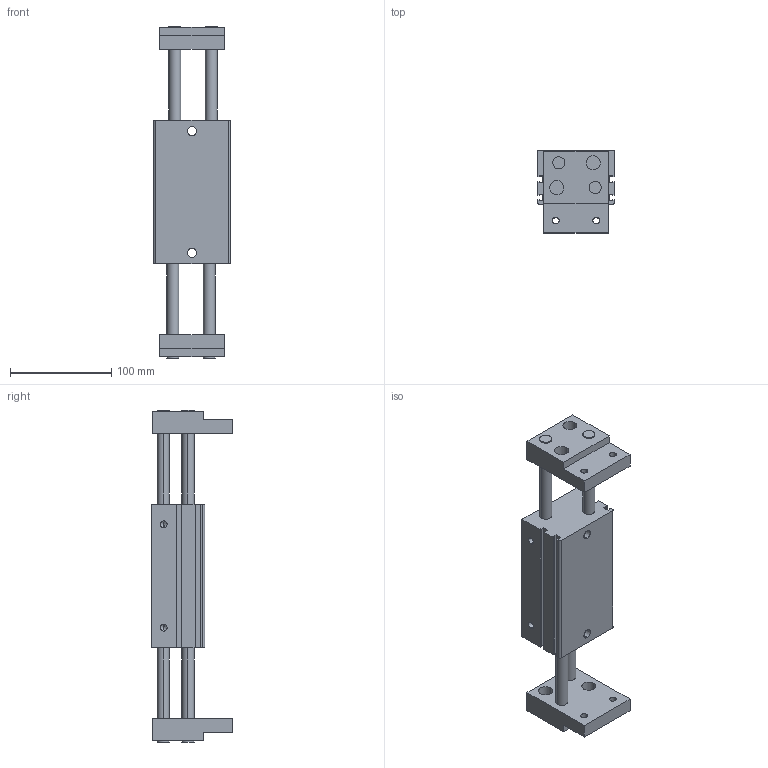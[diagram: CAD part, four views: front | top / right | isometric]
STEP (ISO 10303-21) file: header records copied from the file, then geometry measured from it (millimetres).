
FILE_DESCRIPTION (( 'STEP AP203' ), '1' );
FILE_NAME ('CX25-103.STEP', '2010-03-30T05:10:00', ( '123' ), ( '' ), 'SwSTEP 2.0', 'SolidWorks 2009', '' );
FILE_SCHEMA (( 'CONFIG_CONTROL_DESIGN' ));
Length unit declared in the file: millimetre
Products named in the file (1): CX25-103
Bounding box: 76 x 81 x 328 mm (x, y, z)
Volume: 755797.9 mm3; surface area: 101875.4 mm2
Topology: 1 solids, 1 shells, 141 faces, 368 edges, 232 vertices
Faces by surface type: plane 64, cylinder 61, cone 16
Entity records: 4349 total; most frequent: DIRECTION 758, CARTESIAN_POINT 726, ORIENTED_EDGE 704, EDGE_CURVE 352, AXIS2_PLACEMENT_3D 264, VERTEX_POINT 232, LINE 230, VECTOR 230
